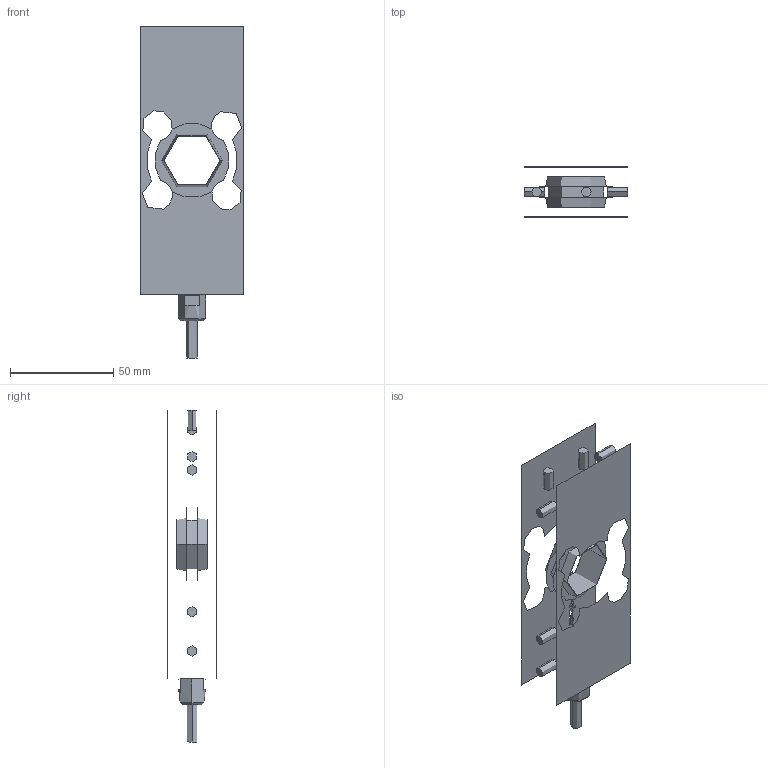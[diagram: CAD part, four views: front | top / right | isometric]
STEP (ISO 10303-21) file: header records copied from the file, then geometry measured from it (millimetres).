
FILE_DESCRIPTION(('STEP AP214'),'1');
FILE_NAME('FT6 50kg and 100kg.stp','2015-05-18T09:08:05',(' '),(' '),'Spatial InterOp 3D',' ',' ');
FILE_SCHEMA(('automotive_design'));
Length unit declared in the file: metre
Products named in the file (1): Body
Bounding box: 50 x 24 x 160.55 mm (x, y, z)
Volume: 3386.2 mm3
Topology: 8 solids, 27 shells, 242 faces, 589 edges, 408 vertices
Faces by surface type: plane 154, extrusion 44, cylinder 38, cone 6
Full cylindrical faces by diameter (mm): 14.7 x8, 36 x6, 44 x2
Entity records: 9709 total; most frequent: CARTESIAN_POINT 2025, ORIENTED_EDGE 1226, DIRECTION 1057, EDGE_CURVE 613, VECTOR 471, LINE 427, VERTEX_POINT 408, AXIS2_PLACEMENT_3D 293
